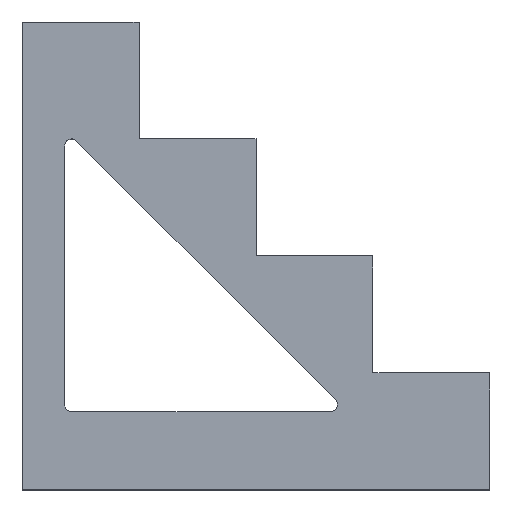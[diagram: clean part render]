
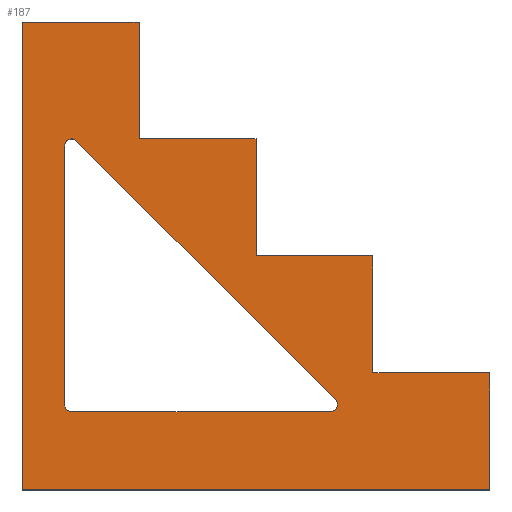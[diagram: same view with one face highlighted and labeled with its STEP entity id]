
A CAD part, top view. The second image highlights one B-rep face of the part: STEP entity #187.
In plain terms, the highlighted planar face has unit normal (0, 0, 1).
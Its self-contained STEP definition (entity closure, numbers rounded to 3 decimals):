
#2 = ORIENTED_EDGE ( 'NONE', *, *, #641, .F. ) ;
#11 = CARTESIAN_POINT ( 'NONE',  ( 0., 0., 15. ) ) ;
#13 = DIRECTION ( 'NONE',  ( -1., 0., 0. ) ) ;
#14 = LINE ( 'NONE', #365, #111 ) ;
#24 = CARTESIAN_POINT ( 'NONE',  ( 87., 22., 15. ) ) ;
#28 = VECTOR ( 'NONE', #408, 1000. ) ;
#40 = CARTESIAN_POINT ( 'NONE',  ( 132., 0., 15. ) ) ;
#42 = AXIS2_PLACEMENT_3D ( 'NONE', #298, #751, #376 ) ;
#53 = CARTESIAN_POINT ( 'NONE',  ( 87., 24., 15. ) ) ;
#56 = DIRECTION ( 'NONE',  ( -1., 0., 0. ) ) ;
#71 = VERTEX_POINT ( 'NONE', #290 ) ;
#82 = ORIENTED_EDGE ( 'NONE', *, *, #874, .T. ) ;
#84 = LINE ( 'NONE', #86, #839 ) ;
#86 = CARTESIAN_POINT ( 'NONE',  ( 0., 0., 15. ) ) ;
#87 = VECTOR ( 'NONE', #370, 1000. ) ;
#88 = CARTESIAN_POINT ( 'NONE',  ( 33., 99., 15. ) ) ;
#91 = DIRECTION ( 'NONE',  ( -0.707, 0.707, 0. ) ) ;
#104 = ORIENTED_EDGE ( 'NONE', *, *, #200, .F. ) ;
#111 = VECTOR ( 'NONE', #153, 1000. ) ;
#112 = VECTOR ( 'NONE', #286, 1000. ) ;
#115 = CARTESIAN_POINT ( 'NONE',  ( 0., 132., 15. ) ) ;
#116 = CARTESIAN_POINT ( 'NONE',  ( 99., 66., 15. ) ) ;
#118 = DIRECTION ( 'NONE',  ( 1., 0., 0. ) ) ;
#120 = VECTOR ( 'NONE', #611, 1000. ) ;
#140 = AXIS2_PLACEMENT_3D ( 'NONE', #254, #709, #328 ) ;
#145 = LINE ( 'NONE', #116, #28 ) ;
#153 = DIRECTION ( 'NONE',  ( 0., 1., 0. ) ) ;
#158 = LINE ( 'NONE', #648, #853 ) ;
#164 = VECTOR ( 'NONE', #533, 1000. ) ;
#175 = ORIENTED_EDGE ( 'NONE', *, *, #459, .T. ) ;
#177 = LINE ( 'NONE', #335, #164 ) ;
#187 = ADVANCED_FACE ( 'NONE', ( #458, #785 ), #463, .F. ) ;
#192 = VERTEX_POINT ( 'NONE', #40 ) ;
#194 = CARTESIAN_POINT ( 'NONE',  ( 0., 132., 15. ) ) ;
#200 = EDGE_CURVE ( 'NONE', #825, #856, #158, .T. ) ;
#210 = EDGE_CURVE ( 'NONE', #572, #267, #513, .T. ) ;
#216 = DIRECTION ( 'NONE',  ( 0., -1., 0. ) ) ;
#218 = EDGE_CURVE ( 'NONE', #856, #405, #696, .T. ) ;
#220 = CARTESIAN_POINT ( 'NONE',  ( 33., 132., 15. ) ) ;
#232 = CARTESIAN_POINT ( 'NONE',  ( 33., 99., 15. ) ) ;
#238 = VECTOR ( 'NONE', #526, 1000. ) ;
#254 = CARTESIAN_POINT ( 'NONE',  ( 0., 0., 15. ) ) ;
#259 = DIRECTION ( 'NONE',  ( 1., 0., 0. ) ) ;
#267 = VERTEX_POINT ( 'NONE', #194 ) ;
#286 = DIRECTION ( 'NONE',  ( 0., 1., 0. ) ) ;
#290 = CARTESIAN_POINT ( 'NONE',  ( 15.414, 98.414, 15. ) ) ;
#298 = CARTESIAN_POINT ( 'NONE',  ( 14., 97., 15. ) ) ;
#300 = CARTESIAN_POINT ( 'NONE',  ( 14., 22., 15. ) ) ;
#311 = VECTOR ( 'NONE', #652, 1000. ) ;
#317 = EDGE_CURVE ( 'NONE', #373, #586, #145, .T. ) ;
#318 = AXIS2_PLACEMENT_3D ( 'NONE', #53, #529, #118 ) ;
#328 = DIRECTION ( 'NONE',  ( -1., 0., 0. ) ) ;
#329 = EDGE_CURVE ( 'NONE', #560, #192, #670, .T. ) ;
#335 = CARTESIAN_POINT ( 'NONE',  ( 99., 33., 15. ) ) ;
#349 = EDGE_LOOP ( 'NONE', ( #522, #599, #868, #439, #82, #523, #360, #175, #778, #609 ) ) ;
#351 = ORIENTED_EDGE ( 'NONE', *, *, #442, .F. ) ;
#360 = ORIENTED_EDGE ( 'NONE', *, *, #602, .T. ) ;
#361 = CARTESIAN_POINT ( 'NONE',  ( 66., 99., 15. ) ) ;
#365 = CARTESIAN_POINT ( 'NONE',  ( 132., 33., 15. ) ) ;
#370 = DIRECTION ( 'NONE',  ( -1., 0., 0. ) ) ;
#371 = CARTESIAN_POINT ( 'NONE',  ( 12., 24., 15. ) ) ;
#373 = VERTEX_POINT ( 'NONE', #784 ) ;
#376 = DIRECTION ( 'NONE',  ( 1., 0., 0. ) ) ;
#380 = ORIENTED_EDGE ( 'NONE', *, *, #218, .F. ) ;
#391 = CIRCLE ( 'NONE', #721, 2. ) ;
#405 = VERTEX_POINT ( 'NONE', #734 ) ;
#408 = DIRECTION ( 'NONE',  ( 0., 1., 0. ) ) ;
#438 = DIRECTION ( 'NONE',  ( 0., 0., 1. ) ) ;
#439 = ORIENTED_EDGE ( 'NONE', *, *, #317, .T. ) ;
#442 = EDGE_CURVE ( 'NONE', #666, #811, #662, .T. ) ;
#456 = EDGE_CURVE ( 'NONE', #724, #494, #651, .T. ) ;
#458 = FACE_BOUND ( 'NONE', #492, .T. ) ;
#459 = EDGE_CURVE ( 'NONE', #787, #572, #490, .T. ) ;
#463 = PLANE ( 'NONE',  #140 ) ;
#474 = CARTESIAN_POINT ( 'NONE',  ( 66., 66., 15. ) ) ;
#486 = CIRCLE ( 'NONE', #42, 2. ) ;
#489 = CARTESIAN_POINT ( 'NONE',  ( 12., 97., 15. ) ) ;
#490 = LINE ( 'NONE', #220, #112 ) ;
#492 = EDGE_LOOP ( 'NONE', ( #2, #380, #104, #644, #351, #685 ) ) ;
#494 = VERTEX_POINT ( 'NONE', #613 ) ;
#495 = LINE ( 'NONE', #499, #646 ) ;
#497 = CARTESIAN_POINT ( 'NONE',  ( 66., 66., 15. ) ) ;
#499 = CARTESIAN_POINT ( 'NONE',  ( 88.414, 25.414, 15. ) ) ;
#504 = VERTEX_POINT ( 'NONE', #741 ) ;
#513 = LINE ( 'NONE', #115, #238 ) ;
#515 = EDGE_CURVE ( 'NONE', #192, #504, #14, .T. ) ;
#522 = ORIENTED_EDGE ( 'NONE', *, *, #329, .T. ) ;
#523 = ORIENTED_EDGE ( 'NONE', *, *, #456, .T. ) ;
#526 = DIRECTION ( 'NONE',  ( -1., 0., 0. ) ) ;
#529 = DIRECTION ( 'NONE',  ( 0., 0., 1. ) ) ;
#533 = DIRECTION ( 'NONE',  ( -1., 0., 0. ) ) ;
#552 = VECTOR ( 'NONE', #56, 1000. ) ;
#553 = LINE ( 'NONE', #474, #552 ) ;
#556 = CARTESIAN_POINT ( 'NONE',  ( 12., 97., 15. ) ) ;
#557 = CARTESIAN_POINT ( 'NONE',  ( 99., 66., 15. ) ) ;
#560 = VERTEX_POINT ( 'NONE', #11 ) ;
#562 = DIRECTION ( 'NONE',  ( 0., -1., 0. ) ) ;
#563 = EDGE_CURVE ( 'NONE', #811, #825, #391, .T. ) ;
#572 = VERTEX_POINT ( 'NONE', #680 ) ;
#584 = VECTOR ( 'NONE', #216, 1000. ) ;
#586 = VERTEX_POINT ( 'NONE', #557 ) ;
#599 = ORIENTED_EDGE ( 'NONE', *, *, #515, .T. ) ;
#602 = EDGE_CURVE ( 'NONE', #494, #787, #739, .T. ) ;
#609 = ORIENTED_EDGE ( 'NONE', *, *, #730, .T. ) ;
#611 = DIRECTION ( 'NONE',  ( 0., 1., 0. ) ) ;
#613 = CARTESIAN_POINT ( 'NONE',  ( 66., 99., 15. ) ) ;
#641 = EDGE_CURVE ( 'NONE', #405, #71, #495, .T. ) ;
#644 = ORIENTED_EDGE ( 'NONE', *, *, #563, .F. ) ;
#646 = VECTOR ( 'NONE', #91, 1000. ) ;
#648 = CARTESIAN_POINT ( 'NONE',  ( 14., 22., 15. ) ) ;
#651 = LINE ( 'NONE', #361, #120 ) ;
#652 = DIRECTION ( 'NONE',  ( 1., 0., 0. ) ) ;
#662 = LINE ( 'NONE', #489, #584 ) ;
#666 = VERTEX_POINT ( 'NONE', #556 ) ;
#670 = LINE ( 'NONE', #854, #311 ) ;
#680 = CARTESIAN_POINT ( 'NONE',  ( 33., 132., 15. ) ) ;
#685 = ORIENTED_EDGE ( 'NONE', *, *, #744, .F. ) ;
#696 = CIRCLE ( 'NONE', #318, 2. ) ;
#709 = DIRECTION ( 'NONE',  ( 0., 0., -1. ) ) ;
#721 = AXIS2_PLACEMENT_3D ( 'NONE', #816, #438, #13 ) ;
#724 = VERTEX_POINT ( 'NONE', #497 ) ;
#730 = EDGE_CURVE ( 'NONE', #267, #560, #84, .T. ) ;
#734 = CARTESIAN_POINT ( 'NONE',  ( 88.414, 25.414, 15. ) ) ;
#739 = LINE ( 'NONE', #88, #87 ) ;
#741 = CARTESIAN_POINT ( 'NONE',  ( 132., 33., 15. ) ) ;
#744 = EDGE_CURVE ( 'NONE', #71, #666, #486, .T. ) ;
#751 = DIRECTION ( 'NONE',  ( 0., 0., 1. ) ) ;
#778 = ORIENTED_EDGE ( 'NONE', *, *, #210, .T. ) ;
#784 = CARTESIAN_POINT ( 'NONE',  ( 99., 33., 15. ) ) ;
#785 = FACE_OUTER_BOUND ( 'NONE', #349, .T. ) ;
#787 = VERTEX_POINT ( 'NONE', #232 ) ;
#811 = VERTEX_POINT ( 'NONE', #371 ) ;
#816 = CARTESIAN_POINT ( 'NONE',  ( 14., 24., 15. ) ) ;
#825 = VERTEX_POINT ( 'NONE', #300 ) ;
#839 = VECTOR ( 'NONE', #562, 1000. ) ;
#853 = VECTOR ( 'NONE', #259, 1000. ) ;
#854 = CARTESIAN_POINT ( 'NONE',  ( 132., 0., 15. ) ) ;
#856 = VERTEX_POINT ( 'NONE', #24 ) ;
#860 = EDGE_CURVE ( 'NONE', #504, #373, #177, .T. ) ;
#868 = ORIENTED_EDGE ( 'NONE', *, *, #860, .T. ) ;
#874 = EDGE_CURVE ( 'NONE', #586, #724, #553, .T. ) ;
